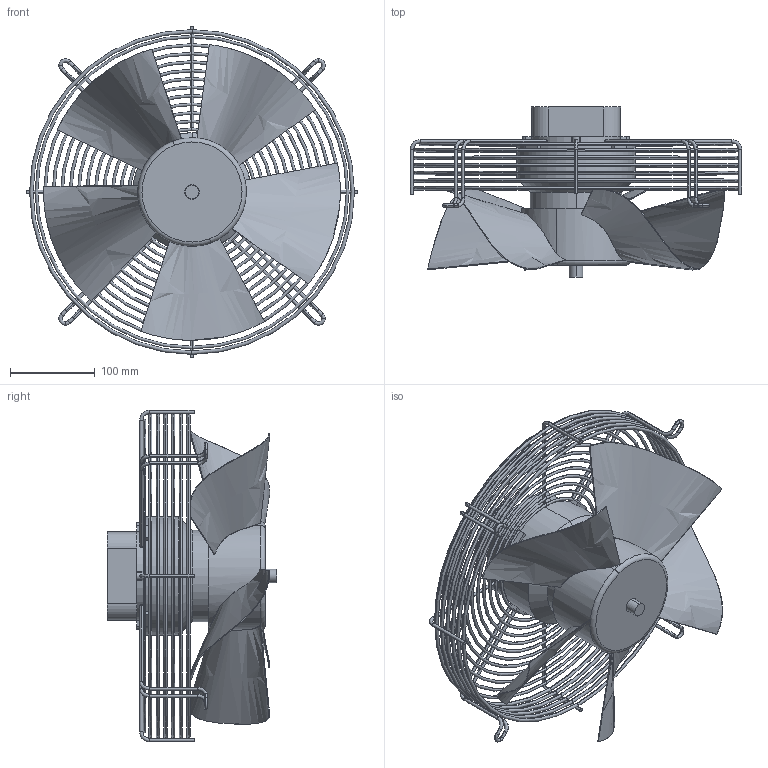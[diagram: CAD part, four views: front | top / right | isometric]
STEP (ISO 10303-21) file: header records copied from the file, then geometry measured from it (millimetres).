
FILE_DESCRIPTION((''),'2;1');
FILE_NAME('119-8253_ASM','2023-04-04T08:28:48',('U375483'),('DANFOSS COMMERCIAL COMPRESSOR'),'CREO PARAMETRIC BY PTC INC, 2022124','CREO PARAMETRIC BY PTC INC, 2022124','');
FILE_SCHEMA(('CONFIG_CONTROL_DESIGN'));
Length unit declared in the file: millimetre
Products named in the file (33): FILLET1_WG2; BOSS-EXTRUDE10_WG2; 119-8253_FAN_MOTOR_ASM; 119-8253_FAN_BLADE; CIRPATTERN7_3__WG2; CIRPATTERN7_2__WG2; REVOLVE1_12__WG2; CIRPATTERN8_1__WG2; CIRPATTERN8_3__WG2; LPATTERN2_5__WG2; REVOLVE1_8__WG2; REVOLVE1_7__WG2; REVOLVE1_4__WG2; SWEEP1_WG2; REVOLVE1_6__WG2; REVOLVE2_WG2; LPATTERN2_3__WG2; REVOLVE1_1__WG2; REVOLVE1_5__WG2; LPATTERN2_2__WG2; SWEEP3_WG2; REVOLVE1_10__WG2; CIRPATTERN8_2__WG2; CIRPATTERN7_1__WG2; LPATTERN2_1__WG2; REVOLVE1_3__WG2; LPATTERN2_4__WG2; REVOLVE1_11__WG2; REVOLVE1_2__WG2; REVOLVE1_9__WG2; 119-8253_FAN_GRILL_ASM; 119-8253_1_ASM; 119-8253_ASM
Assembly tree (32 placements, depth 4):
  119-8253_ASM
    119-8253_1_ASM
      119-8253_FAN_MOTOR_ASM
        FILLET1_WG2
        BOSS-EXTRUDE10_WG2
      119-8253_FAN_BLADE
      119-8253_FAN_GRILL_ASM
        CIRPATTERN7_3__WG2
        CIRPATTERN7_2__WG2
        REVOLVE1_12__WG2
        CIRPATTERN8_1__WG2
        CIRPATTERN8_3__WG2
        LPATTERN2_5__WG2
        REVOLVE1_8__WG2
        REVOLVE1_7__WG2
        REVOLVE1_4__WG2
        SWEEP1_WG2
        REVOLVE1_6__WG2
        REVOLVE2_WG2
        LPATTERN2_3__WG2
        REVOLVE1_1__WG2
        REVOLVE1_5__WG2
        LPATTERN2_2__WG2
        SWEEP3_WG2
        REVOLVE1_10__WG2
        CIRPATTERN8_2__WG2
        CIRPATTERN7_1__WG2
        LPATTERN2_1__WG2
        REVOLVE1_3__WG2
        LPATTERN2_4__WG2
        REVOLVE1_11__WG2
        REVOLVE1_2__WG2
        REVOLVE1_9__WG2
Bounding box: 391.07 x 200.5 x 391.07 mm (x, y, z)
Volume: 2051270 mm3; surface area: 558615.7 mm2
Topology: 29 solids, 29 shells, 314 faces, 762 edges, 477 vertices
Faces by surface type: torus 132, cylinder 96, plane 54, bspline 30, cone 2
Entity records: 12589 total; most frequent: CARTESIAN_POINT 4180, DIRECTION 1967, ORIENTED_EDGE 1524, AXIS2_PLACEMENT_3D 893, EDGE_CURVE 762, CIRCLE 513, VERTEX_POINT 477, EDGE_LOOP 323
